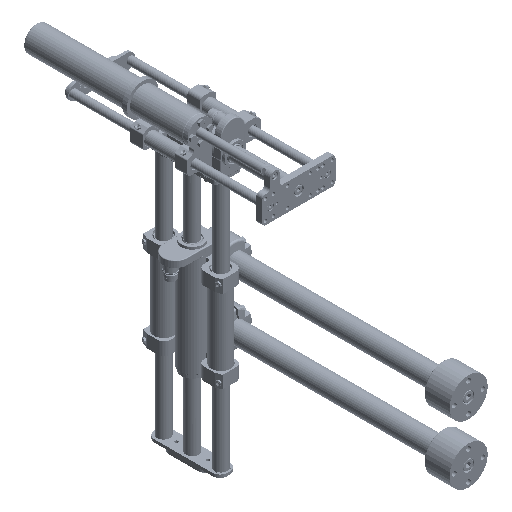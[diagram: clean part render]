
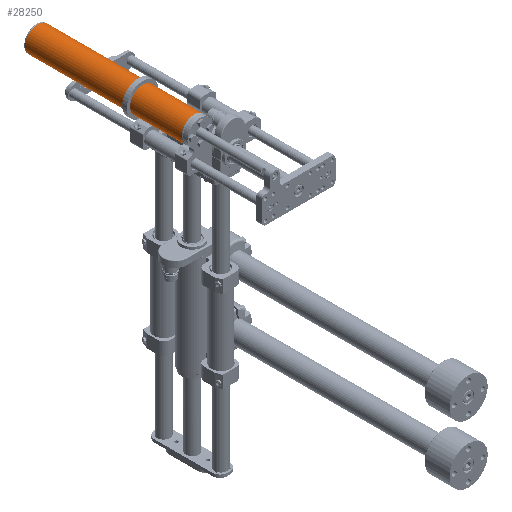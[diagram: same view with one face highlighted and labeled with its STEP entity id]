
A CAD part, isometric view. The second image highlights one B-rep face of the part: STEP entity #28250.
In plain terms, the highlighted cylindrical face has radius 20 mm (diameter 40 mm), a full revolution.
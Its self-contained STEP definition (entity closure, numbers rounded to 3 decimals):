
#6971 = ORIENTED_EDGE ( 'NONE', *, *, #98635, .T. ) ;
#7406 = DIRECTION ( 'NONE',  ( 0., -1., 0. ) ) ;
#8063 = CYLINDRICAL_SURFACE ( 'NONE', #64454, 20. ) ;
#14383 = CARTESIAN_POINT ( 'NONE',  ( 0., 248., -20. ) ) ;
#16222 = AXIS2_PLACEMENT_3D ( 'NONE', #82061, #74782, #66450 ) ;
#20158 = DIRECTION ( 'NONE',  ( 0., 0., -1. ) ) ;
#28250 = ADVANCED_FACE ( 'NONE', ( #55209, #38096 ), #8063, .T. ) ;
#36662 = EDGE_CURVE ( 'NONE', #59671, #59671, #60882, .T. ) ;
#38096 = FACE_OUTER_BOUND ( 'NONE', #48561, .T. ) ;
#39601 = DIRECTION ( 'NONE',  ( 0., -1., 0. ) ) ;
#45249 = CARTESIAN_POINT ( 'NONE',  ( 0., 248., 0. ) ) ;
#48561 = EDGE_LOOP ( 'NONE', ( #78873 ) ) ;
#51826 = CIRCLE ( 'NONE', #55077, 20. ) ;
#54877 = EDGE_LOOP ( 'NONE', ( #6971 ) ) ;
#55077 = AXIS2_PLACEMENT_3D ( 'NONE', #45249, #7406, #101754 ) ;
#55209 = FACE_OUTER_BOUND ( 'NONE', #54877, .T. ) ;
#59671 = VERTEX_POINT ( 'NONE', #91327 ) ;
#60882 = CIRCLE ( 'NONE', #16222, 20. ) ;
#61939 = CARTESIAN_POINT ( 'NONE',  ( 0., -0.6, 0. ) ) ;
#64454 = AXIS2_PLACEMENT_3D ( 'NONE', #61939, #39601, #20158 ) ;
#66450 = DIRECTION ( 'NONE',  ( 0., 0., -1. ) ) ;
#74782 = DIRECTION ( 'NONE',  ( 0., -1., 0. ) ) ;
#78873 = ORIENTED_EDGE ( 'NONE', *, *, #36662, .F. ) ;
#82061 = CARTESIAN_POINT ( 'NONE',  ( 0., 2., 0. ) ) ;
#91327 = CARTESIAN_POINT ( 'NONE',  ( 0., 2., -20. ) ) ;
#98635 = EDGE_CURVE ( 'NONE', #101970, #101970, #51826, .T. ) ;
#101754 = DIRECTION ( 'NONE',  ( 0., 0., -1. ) ) ;
#101970 = VERTEX_POINT ( 'NONE', #14383 ) ;
